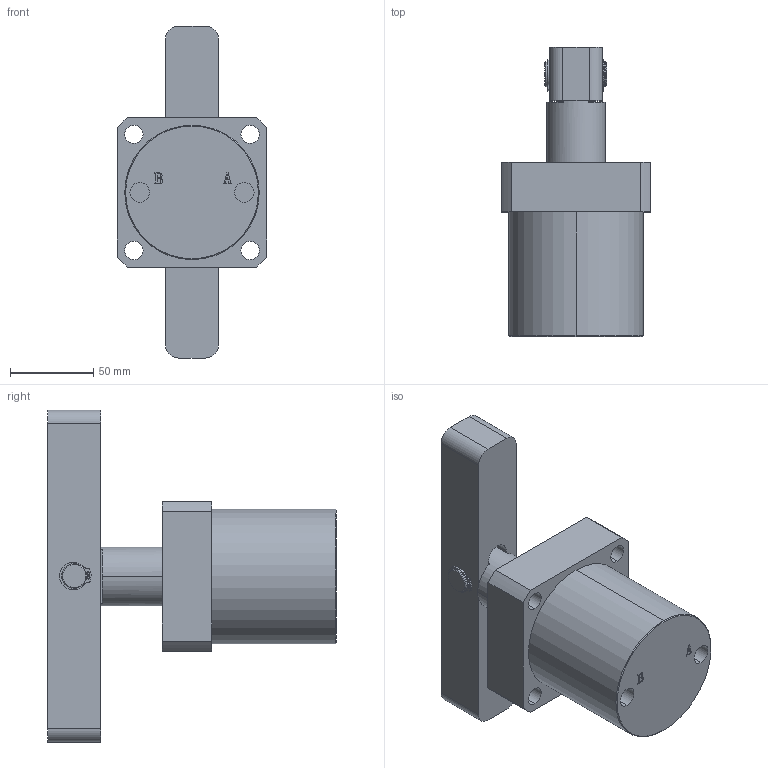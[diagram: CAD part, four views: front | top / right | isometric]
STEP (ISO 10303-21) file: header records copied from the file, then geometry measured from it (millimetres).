
FILE_DESCRIPTION (( 'STEP AP203' ), '1' );
FILE_NAME ('HSL-FA63D.STEP', '2019-10-06T06:30:30', ( '微软用户' ), ( '微软中国' ), 'SwSTEP 2.0', 'SolidWorks 2012', '' );
FILE_SCHEMA (( 'CONFIG_CONTROL_DESIGN' ));
Length unit declared in the file: millimetre
Products named in the file (6): HSL-63D转角缸活塞杆; HSL-FA63D蛌褒詰隅弇种; HSL-FA63S掛极; HSL-FA63D蛌褒詰揤旋杻秶; external circlip_bsi_BS 3673-4 - S014M; HSL-FA63D
Assembly tree (6 placements, depth 2):
  HSL-FA63D
    HSL-FA63S掛极
    HSL-FA63D蛌褒詰隅弇种
    HSL-63D转角缸活塞杆
    HSL-FA63D蛌褒詰揤旋杻秶
    external circlip_bsi_BS 3673-4 - S014M  x2
Bounding box: 90 x 174 x 200 mm (x, y, z)
Volume: 739684.9 mm3; surface area: 122340.7 mm2
Topology: 6 solids, 6 shells, 209 faces, 516 edges, 338 vertices
Faces by surface type: cylinder 88, plane 85, cone 16, bspline 16, torus 4
Entity records: 6954 total; most frequent: CARTESIAN_POINT 1802, DIRECTION 952, ORIENTED_EDGE 912, EDGE_CURVE 456, AXIS2_PLACEMENT_3D 352, VERTEX_POINT 298, VECTOR 248, LINE 248
